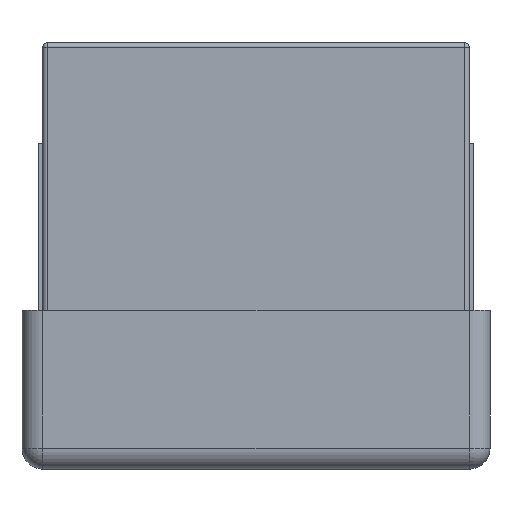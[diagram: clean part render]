
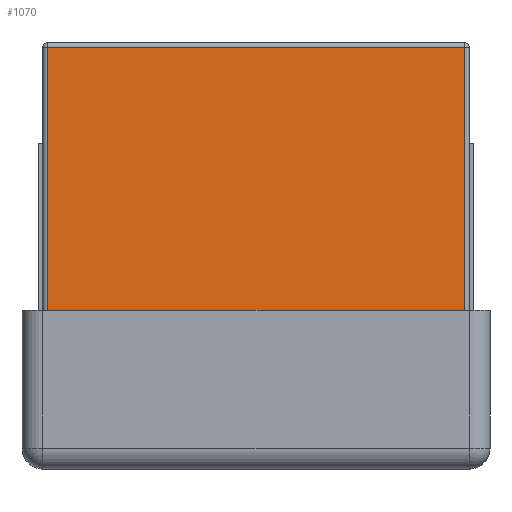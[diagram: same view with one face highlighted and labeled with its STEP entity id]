
A CAD part, left-side view. The second image highlights one B-rep face of the part: STEP entity #1070.
In plain terms, the highlighted planar face has unit normal (-1, 0, 0).
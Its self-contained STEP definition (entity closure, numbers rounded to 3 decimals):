
#16 = DIRECTION ( 'NONE',  ( 0., 1., 0. ) ) ;
#137 = VERTEX_POINT ( 'NONE', #1201 ) ;
#155 = EDGE_CURVE ( 'NONE', #833, #137, #1697, .T. ) ;
#160 = VECTOR ( 'NONE', #1049, 1000. ) ;
#406 = EDGE_CURVE ( 'NONE', #736, #1324, #848, .T. ) ;
#508 = CARTESIAN_POINT ( 'NONE',  ( -0.85, 0.51, 1.01 ) ) ;
#528 = EDGE_LOOP ( 'NONE', ( #1257, #659, #609, #758 ) ) ;
#568 = LINE ( 'NONE', #508, #1581 ) ;
#594 = LINE ( 'NONE', #1982, #2011 ) ;
#609 = ORIENTED_EDGE ( 'NONE', *, *, #155, .T. ) ;
#659 = ORIENTED_EDGE ( 'NONE', *, *, #753, .T. ) ;
#736 = VERTEX_POINT ( 'NONE', #1650 ) ;
#753 = EDGE_CURVE ( 'NONE', #1324, #833, #568, .T. ) ;
#758 = ORIENTED_EDGE ( 'NONE', *, *, #780, .T. ) ;
#766 = DIRECTION ( 'NONE',  ( 1., 0., 0. ) ) ;
#780 = EDGE_CURVE ( 'NONE', #137, #736, #594, .T. ) ;
#833 = VERTEX_POINT ( 'NONE', #1162 ) ;
#848 = LINE ( 'NONE', #1838, #1716 ) ;
#1012 = DIRECTION ( 'NONE',  ( 0., -1., 0. ) ) ;
#1049 = DIRECTION ( 'NONE',  ( 0., 0., -1. ) ) ;
#1070 = ADVANCED_FACE ( 'NONE', ( #2064 ), #1399, .F. ) ;
#1162 = CARTESIAN_POINT ( 'NONE',  ( -0.85, 0.5, 1.01 ) ) ;
#1201 = CARTESIAN_POINT ( 'NONE',  ( -0.85, 0.5, 0.38 ) ) ;
#1257 = ORIENTED_EDGE ( 'NONE', *, *, #406, .T. ) ;
#1324 = VERTEX_POINT ( 'NONE', #1711 ) ;
#1399 = PLANE ( 'NONE',  #1688 ) ;
#1581 = VECTOR ( 'NONE', #16, 1000. ) ;
#1650 = CARTESIAN_POINT ( 'NONE',  ( -0.85, -0.5, 0.38 ) ) ;
#1688 = AXIS2_PLACEMENT_3D ( 'NONE', #1894, #766, #1989 ) ;
#1697 = LINE ( 'NONE', #1705, #160 ) ;
#1705 = CARTESIAN_POINT ( 'NONE',  ( -0.85, 0.5, 0.78 ) ) ;
#1711 = CARTESIAN_POINT ( 'NONE',  ( -0.85, -0.5, 1.01 ) ) ;
#1716 = VECTOR ( 'NONE', #1819, 1000. ) ;
#1819 = DIRECTION ( 'NONE',  ( 0., 0., 1. ) ) ;
#1838 = CARTESIAN_POINT ( 'NONE',  ( -0.85, -0.5, 0.78 ) ) ;
#1894 = CARTESIAN_POINT ( 'NONE',  ( -0.85, 0.51, 0.78 ) ) ;
#1982 = CARTESIAN_POINT ( 'NONE',  ( -0.85, 0.51, 0.38 ) ) ;
#1989 = DIRECTION ( 'NONE',  ( 0., 1., 0. ) ) ;
#2011 = VECTOR ( 'NONE', #1012, 1000. ) ;
#2064 = FACE_OUTER_BOUND ( 'NONE', #528, .T. ) ;
